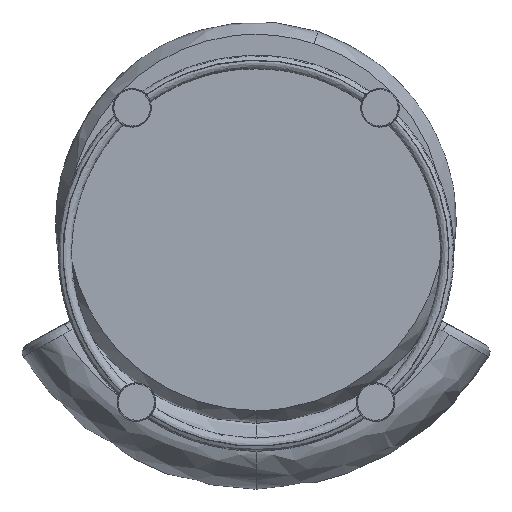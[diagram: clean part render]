
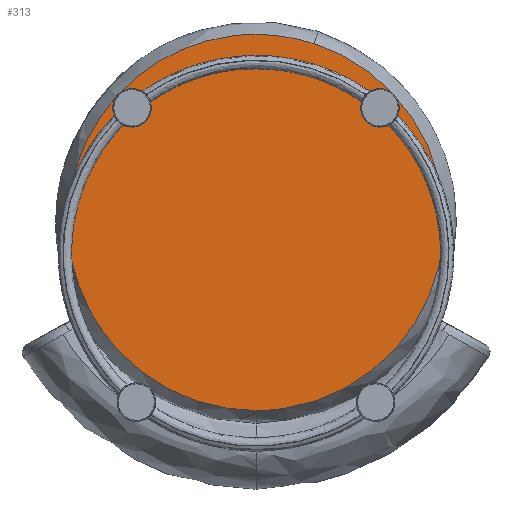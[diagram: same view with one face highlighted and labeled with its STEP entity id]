
A CAD part, front view. The second image highlights one B-rep face of the part: STEP entity #313.
In plain terms, the highlighted planar face has unit normal (0, -1, 0).
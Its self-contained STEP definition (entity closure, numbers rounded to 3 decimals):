
#43=PLANE('',#1613);
#313=ADVANCED_FACE('',(#411),#43,.T.);
#411=FACE_OUTER_BOUND('',#529,.T.);
#529=EDGE_LOOP('',(#929,#930,#931));
#929=ORIENTED_EDGE('',*,*,#1145,.F.);
#930=ORIENTED_EDGE('',*,*,#1144,.F.);
#931=ORIENTED_EDGE('',*,*,#1143,.F.);
#1143=EDGE_CURVE('',#1495,#1496,#1235,.T.);
#1144=EDGE_CURVE('',#1496,#1497,#1236,.T.);
#1145=EDGE_CURVE('',#1497,#1495,#1237,.T.);
#1235=(
BOUNDED_CURVE()
B_SPLINE_CURVE(2,(#17276,#17277,#17278),.UNSPECIFIED.,.F.,.F.)
B_SPLINE_CURVE_WITH_KNOTS((3,3),(0.,69.115),.UNSPECIFIED.)
CURVE()
GEOMETRIC_REPRESENTATION_ITEM()
RATIONAL_B_SPLINE_CURVE((1.,0.988,1.))
REPRESENTATION_ITEM('')
);
#1236=(
BOUNDED_CURVE()
B_SPLINE_CURVE(2,(#17279,#17280,#17281,#17282,#17283),.UNSPECIFIED.,.F.,
 .F.)
B_SPLINE_CURVE_WITH_KNOTS((3,2,3),(0.,311.018,622.035),
 .UNSPECIFIED.)
CURVE()
GEOMETRIC_REPRESENTATION_ITEM()
RATIONAL_B_SPLINE_CURVE((1.,0.76,1.,0.76,1.))
REPRESENTATION_ITEM('')
);
#1237=(
BOUNDED_CURVE()
B_SPLINE_CURVE(2,(#17284,#17285,#17286,#17287,#17288),.UNSPECIFIED.,.F.,
 .F.)
B_SPLINE_CURVE_WITH_KNOTS((3,2,3),(0.,345.575,691.15),
 .UNSPECIFIED.)
CURVE()
GEOMETRIC_REPRESENTATION_ITEM()
RATIONAL_B_SPLINE_CURVE((1.,0.707,1.,0.707,1.))
REPRESENTATION_ITEM('')
);
#1495=VERTEX_POINT('',#17270);
#1496=VERTEX_POINT('',#17271);
#1497=VERTEX_POINT('',#17272);
#1613=AXIS2_PLACEMENT_3D('',#17198,#1643,$);
#1643=DIRECTION('',(0.,-1.,0.));
#17198=CARTESIAN_POINT('',(-220.,560.,-220.));
#17270=CARTESIAN_POINT('',(0.,560.,220.));
#17271=CARTESIAN_POINT('',(67.984,560.,209.232));
#17272=CARTESIAN_POINT('',(0.,560.,-220.));
#17276=CARTESIAN_POINT('',(0.,560.,220.));
#17277=CARTESIAN_POINT('',(34.845,560.,220.));
#17278=CARTESIAN_POINT('',(67.984,560.,209.232));
#17279=CARTESIAN_POINT('',(67.984,560.,209.232));
#17280=CARTESIAN_POINT('',(246.685,560.,151.169));
#17281=CARTESIAN_POINT('',(217.291,560.,-34.416));
#17282=CARTESIAN_POINT('',(187.898,560.,-220.));
#17283=CARTESIAN_POINT('',(0.,560.,-220.));
#17284=CARTESIAN_POINT('',(0.,560.,-220.));
#17285=CARTESIAN_POINT('',(-220.,560.,-220.));
#17286=CARTESIAN_POINT('',(-220.,560.,0.));
#17287=CARTESIAN_POINT('',(-220.,560.,220.));
#17288=CARTESIAN_POINT('',(0.,560.,220.));
